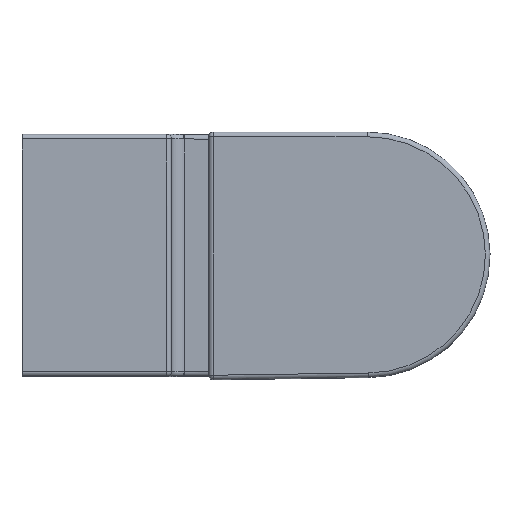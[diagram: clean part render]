
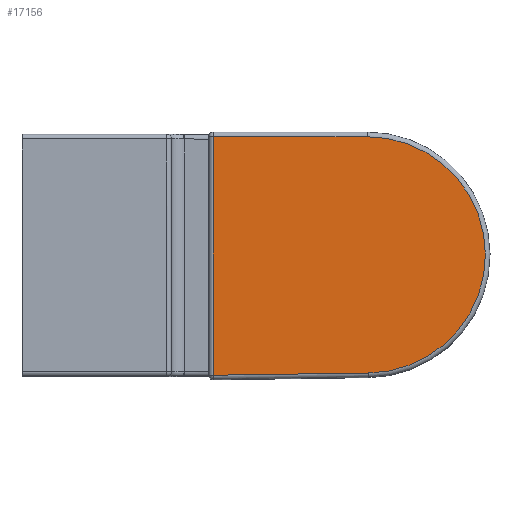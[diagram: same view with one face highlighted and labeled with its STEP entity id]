
A CAD part, top view. The second image highlights one B-rep face of the part: STEP entity #17156.
In plain terms, the highlighted planar face has unit normal (0, 0, 1).
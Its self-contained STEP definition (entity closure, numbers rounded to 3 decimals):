
#16892=CARTESIAN_POINT('',(-1.234,7.991,35.0));
#16893=VERTEX_POINT('',#16892);
#16901=CARTESIAN_POINT('',(233.267,9.617,35.0));
#16902=VERTEX_POINT('',#16901);
#16903=CARTESIAN_POINT('',(-1.234,7.991,35.0));
#16904=DIRECTION('',(1.,0.007,0.0));
#16905=VECTOR('',#16904,234.507);
#16906=LINE('',#16903,#16905);
#16907=EDGE_CURVE('',#16893,#16902,#16906,.T.);
#16934=CARTESIAN_POINT('',(-1.236,-347.991,35.0));
#16935=VERTEX_POINT('',#16934);
#16943=CARTESIAN_POINT('',(0.,-170.,35.0));
#16944=DIRECTION('',(0.0,0.0,-1.0));
#16945=DIRECTION('',(-1.,0.,0.0));
#16946=AXIS2_PLACEMENT_3D('',#16943,#16944,#16945);
#16947=CIRCLE('',#16946,177.996);
#16948=EDGE_CURVE('',#16935,#16893,#16947,.T.);
#16968=CARTESIAN_POINT('',(230.773,-349.603,35.0));
#16969=VERTEX_POINT('',#16968);
#16977=CARTESIAN_POINT('',(230.773,-349.603,35.0));
#16978=DIRECTION('',(-1.,0.007,0.0));
#16979=VECTOR('',#16978,232.014);
#16980=LINE('',#16977,#16979);
#16981=EDGE_CURVE('',#16969,#16935,#16980,.T.);
#17022=CARTESIAN_POINT('',(233.267,9.617,35.0));
#17023=DIRECTION('',(-0.007,-1.,0.0));
#17024=VECTOR('',#17023,359.228);
#17025=LINE('',#17022,#17024);
#17026=EDGE_CURVE('',#16902,#16969,#17025,.T.);
#17145=CARTESIAN_POINT('',(80.239,-169.678,35.0));
#17146=DIRECTION('',(0.0,0.0,1.0));
#17147=DIRECTION('',(1.0,0.0,0.0));
#17148=AXIS2_PLACEMENT_3D('',#17145,#17146,#17147);
#17149=PLANE('',#17148);
#17150=ORIENTED_EDGE('',*,*,#16907,.F.);
#17151=ORIENTED_EDGE('',*,*,#16948,.F.);
#17152=ORIENTED_EDGE('',*,*,#16981,.F.);
#17153=ORIENTED_EDGE('',*,*,#17026,.F.);
#17154=EDGE_LOOP('',(#17150,#17151,#17152,#17153));
#17155=FACE_OUTER_BOUND('',#17154,.T.);
#17156=ADVANCED_FACE('',(#17155),#17149,.T.);
